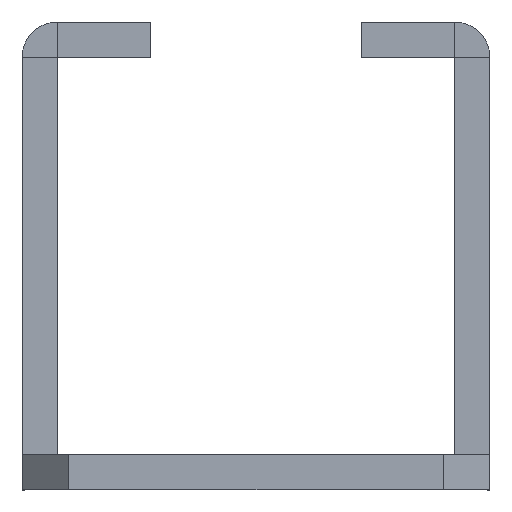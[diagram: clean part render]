
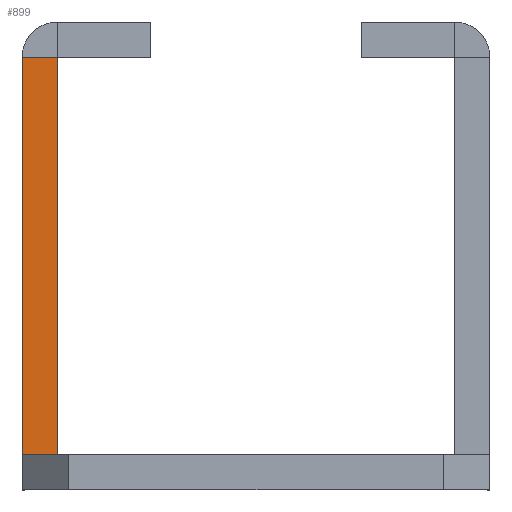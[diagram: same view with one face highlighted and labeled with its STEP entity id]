
A CAD part, left-side view. The second image highlights one B-rep face of the part: STEP entity #899.
In plain terms, the highlighted planar face has unit normal (-1, 0, 0).
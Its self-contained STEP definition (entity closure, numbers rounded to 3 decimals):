
#98 = VECTOR ( 'NONE', #1992, 1000. ) ;
#100 = VECTOR ( 'NONE', #1990, 1000. ) ;
#102 = VECTOR ( 'NONE', #1988, 1000. ) ;
#103 = LINE ( 'NONE', #1989, #98 ) ;
#104 = VECTOR ( 'NONE', #1986, 1000. ) ;
#107 = LINE ( 'NONE', #1985, #102 ) ;
#108 = LINE ( 'NONE', #1983, #104 ) ;
#123 = LINE ( 'NONE', #1987, #100 ) ;
#899 = ADVANCED_FACE ( 'NONE', ( #1376 ), #3154, .F. ) ;
#1376 = FACE_OUTER_BOUND ( 'NONE', #2831, .T. ) ;
#1710 = CARTESIAN_POINT ( 'NONE',  ( -317.5, 10., 18.49 ) ) ;
#1724 = CARTESIAN_POINT ( 'NONE',  ( -317.5, 8.5, 1.51 ) ) ;
#1725 = CARTESIAN_POINT ( 'NONE',  ( -317.5, 8.5, 18.49 ) ) ;
#1731 = CARTESIAN_POINT ( 'NONE',  ( -317.5, 10., 1.51 ) ) ;
#1983 = CARTESIAN_POINT ( 'NONE',  ( -317.5, 8.5, 1.51 ) ) ;
#1985 = CARTESIAN_POINT ( 'NONE',  ( -317.5, 10., 18.5 ) ) ;
#1986 = DIRECTION ( 'NONE',  ( 0., 1., 0. ) ) ;
#1987 = CARTESIAN_POINT ( 'NONE',  ( -317.5, 8.5, 18.49 ) ) ;
#1988 = DIRECTION ( 'NONE',  ( 0., 0., 1. ) ) ;
#1989 = CARTESIAN_POINT ( 'NONE',  ( -317.5, 8.5, 18.5 ) ) ;
#1990 = DIRECTION ( 'NONE',  ( 0., 1., 0. ) ) ;
#1992 = DIRECTION ( 'NONE',  ( 0., 0., 1. ) ) ;
#2225 = ORIENTED_EDGE ( 'NONE', *, *, #3495, .F. ) ;
#2228 = ORIENTED_EDGE ( 'NONE', *, *, #3496, .F. ) ;
#2258 = ORIENTED_EDGE ( 'NONE', *, *, #3498, .T. ) ;
#2354 = ORIENTED_EDGE ( 'NONE', *, *, #3497, .T. ) ;
#2514 = AXIS2_PLACEMENT_3D ( 'NONE', #3150, #3157, #3158 ) ;
#2831 = EDGE_LOOP ( 'NONE', ( #2354, #2228, #2225, #2258 ) ) ;
#2994 = VERTEX_POINT ( 'NONE', #1710 ) ;
#3008 = VERTEX_POINT ( 'NONE', #1724 ) ;
#3009 = VERTEX_POINT ( 'NONE', #1725 ) ;
#3015 = VERTEX_POINT ( 'NONE', #1731 ) ;
#3150 = CARTESIAN_POINT ( 'NONE',  ( -317.5, 10., 18.5 ) ) ;
#3154 = PLANE ( 'NONE',  #2514 ) ;
#3157 = DIRECTION ( 'NONE',  ( 1., 0., 0. ) ) ;
#3158 = DIRECTION ( 'NONE',  ( 0., 1., 0. ) ) ;
#3495 = EDGE_CURVE ( 'NONE', #3008, #3015, #108, .T. ) ;
#3496 = EDGE_CURVE ( 'NONE', #3015, #2994, #107, .T. ) ;
#3497 = EDGE_CURVE ( 'NONE', #3009, #2994, #123, .T. ) ;
#3498 = EDGE_CURVE ( 'NONE', #3008, #3009, #103, .T. ) ;
